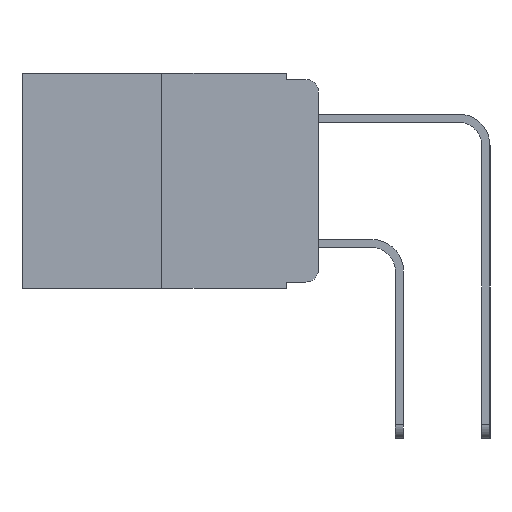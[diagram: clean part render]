
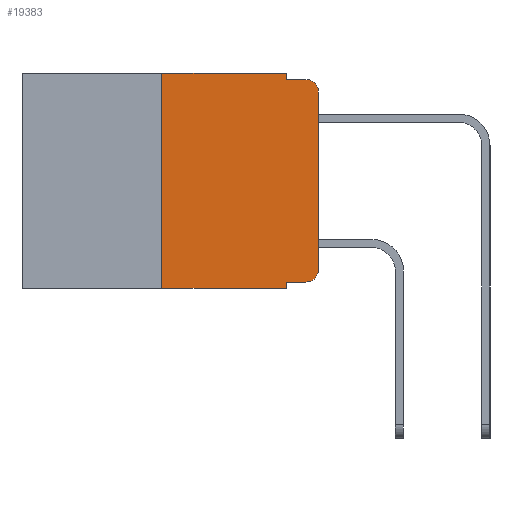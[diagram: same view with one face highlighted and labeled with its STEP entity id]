
A CAD part, left-side view. The second image highlights one B-rep face of the part: STEP entity #19383.
In plain terms, the highlighted planar face has unit normal (-1, 0, 0).
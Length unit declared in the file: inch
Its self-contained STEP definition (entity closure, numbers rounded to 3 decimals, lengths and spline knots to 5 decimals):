
#367 = VECTOR ( 'NONE', #10236, 39.37008 ) ;
#1448 = EDGE_CURVE ( 'NONE', #19255, #6345, #13941, .T. ) ;
#1800 = ORIENTED_EDGE ( 'NONE', *, *, #17067, .F. ) ;
#1926 = LINE ( 'NONE', #15413, #12692 ) ;
#2075 = CARTESIAN_POINT ( 'NONE',  ( 0., 0.02, -0.01 ) ) ;
#2243 = DIRECTION ( 'NONE',  ( -1., 0., 0. ) ) ;
#2497 = AXIS2_PLACEMENT_3D ( 'NONE', #11887, #2243, #13348 ) ;
#3359 = CARTESIAN_POINT ( 'NONE',  ( 0., 0.051, -0.01 ) ) ;
#3493 = CARTESIAN_POINT ( 'NONE',  ( 0., 0.02, -0.03 ) ) ;
#4111 = CARTESIAN_POINT ( 'NONE',  ( 0., 0.051, -0.333 ) ) ;
#4120 = CARTESIAN_POINT ( 'NONE',  ( 0., 0.25, 0. ) ) ;
#4265 = EDGE_CURVE ( 'NONE', #18802, #11263, #17456, .T. ) ;
#4565 = VERTEX_POINT ( 'NONE', #11146 ) ;
#4587 = AXIS2_PLACEMENT_3D ( 'NONE', #6463, #9693, #19954 ) ;
#4828 = LINE ( 'NONE', #4111, #19976 ) ;
#4838 = VERTEX_POINT ( 'NONE', #6073 ) ;
#4919 = VERTEX_POINT ( 'NONE', #2075 ) ;
#5120 = CARTESIAN_POINT ( 'NONE',  ( 0., 0.473, -0.343 ) ) ;
#5173 = DIRECTION ( 'NONE',  ( 0., 0., -1. ) ) ;
#5467 = ORIENTED_EDGE ( 'NONE', *, *, #4265, .F. ) ;
#5820 = EDGE_CURVE ( 'NONE', #4838, #19455, #1926, .T. ) ;
#6045 = ORIENTED_EDGE ( 'NONE', *, *, #5820, .F. ) ;
#6073 = CARTESIAN_POINT ( 'NONE',  ( 0., 0.051, -0.333 ) ) ;
#6176 = CARTESIAN_POINT ( 'NONE',  ( 0., 0., -0.313 ) ) ;
#6345 = VERTEX_POINT ( 'NONE', #7785 ) ;
#6463 = CARTESIAN_POINT ( 'NONE',  ( 0., 0.473, 0. ) ) ;
#6514 = VECTOR ( 'NONE', #9986, 39.37008 ) ;
#6736 = DIRECTION ( 'NONE',  ( 0., -1., 0. ) ) ;
#6830 = LINE ( 'NONE', #4120, #18263 ) ;
#6875 = EDGE_CURVE ( 'NONE', #11263, #15850, #16270, .T. ) ;
#7531 = ORIENTED_EDGE ( 'NONE', *, *, #10857, .T. ) ;
#7785 = CARTESIAN_POINT ( 'NONE',  ( 0., 0., -0.03 ) ) ;
#7942 = EDGE_CURVE ( 'NONE', #16099, #19255, #8018, .T. ) ;
#8018 = CIRCLE ( 'NONE', #2497, 0.02 ) ;
#8612 = EDGE_CURVE ( 'NONE', #4565, #19455, #10717, .T. ) ;
#9023 = ORIENTED_EDGE ( 'NONE', *, *, #14163, .F. ) ;
#9693 = DIRECTION ( 'NONE',  ( 1., 0., 0. ) ) ;
#9804 = ORIENTED_EDGE ( 'NONE', *, *, #13835, .T. ) ;
#9809 = CARTESIAN_POINT ( 'NONE',  ( 0., 0.473, 0. ) ) ;
#9986 = DIRECTION ( 'NONE',  ( 0., -1., 0. ) ) ;
#10236 = DIRECTION ( 'NONE',  ( 0., -1., 0. ) ) ;
#10717 = LINE ( 'NONE', #5120, #6514 ) ;
#10857 = EDGE_CURVE ( 'NONE', #4838, #16099, #4828, .T. ) ;
#11146 = CARTESIAN_POINT ( 'NONE',  ( 0., 0.25, -0.343 ) ) ;
#11263 = VERTEX_POINT ( 'NONE', #11399 ) ;
#11371 = CARTESIAN_POINT ( 'NONE',  ( 0., 0.051, -0.343 ) ) ;
#11399 = CARTESIAN_POINT ( 'NONE',  ( 0., 0.051, 0. ) ) ;
#11887 = CARTESIAN_POINT ( 'NONE',  ( 0., 0.02, -0.313 ) ) ;
#11910 = CIRCLE ( 'NONE', #13364, 0.02 ) ;
#12416 = ORIENTED_EDGE ( 'NONE', *, *, #1448, .T. ) ;
#12692 = VECTOR ( 'NONE', #15385, 39.37008 ) ;
#13058 = ORIENTED_EDGE ( 'NONE', *, *, #7942, .T. ) ;
#13348 = DIRECTION ( 'NONE',  ( 0., 0., -1. ) ) ;
#13364 = AXIS2_PLACEMENT_3D ( 'NONE', #3493, #14429, #5173 ) ;
#13835 = EDGE_CURVE ( 'NONE', #6345, #4919, #11910, .T. ) ;
#13869 = CARTESIAN_POINT ( 'NONE',  ( 0., 0.051, -0.01 ) ) ;
#13941 = LINE ( 'NONE', #19905, #17328 ) ;
#14163 = EDGE_CURVE ( 'NONE', #4565, #18802, #6830, .T. ) ;
#14282 = EDGE_LOOP ( 'NONE', ( #12416, #9804, #1800, #15751, #5467, #9023, #16213, #6045, #7531, #13058 ) ) ;
#14363 = CARTESIAN_POINT ( 'NONE',  ( 0., 0.02, -0.333 ) ) ;
#14429 = DIRECTION ( 'NONE',  ( -1., 0., 0. ) ) ;
#14629 = FACE_OUTER_BOUND ( 'NONE', #14282, .T. ) ;
#14919 = VECTOR ( 'NONE', #6736, 39.37008 ) ;
#14967 = DIRECTION ( 'NONE',  ( 0., -1., 0. ) ) ;
#14970 = DIRECTION ( 'NONE',  ( 0., 0., 1. ) ) ;
#15385 = DIRECTION ( 'NONE',  ( 0., 0., -1. ) ) ;
#15413 = CARTESIAN_POINT ( 'NONE',  ( 0., 0.051, 0. ) ) ;
#15576 = PLANE ( 'NONE',  #4587 ) ;
#15751 = ORIENTED_EDGE ( 'NONE', *, *, #6875, .F. ) ;
#15850 = VERTEX_POINT ( 'NONE', #13869 ) ;
#16099 = VERTEX_POINT ( 'NONE', #14363 ) ;
#16213 = ORIENTED_EDGE ( 'NONE', *, *, #8612, .T. ) ;
#16270 = LINE ( 'NONE', #16543, #19672 ) ;
#16543 = CARTESIAN_POINT ( 'NONE',  ( 0., 0.051, 0. ) ) ;
#17067 = EDGE_CURVE ( 'NONE', #15850, #4919, #18775, .T. ) ;
#17328 = VECTOR ( 'NONE', #20021, 39.37008 ) ;
#17456 = LINE ( 'NONE', #9809, #367 ) ;
#17929 = DIRECTION ( 'NONE',  ( 0., 0., -1. ) ) ;
#18263 = VECTOR ( 'NONE', #14970, 39.37008 ) ;
#18775 = LINE ( 'NONE', #3359, #14919 ) ;
#18802 = VERTEX_POINT ( 'NONE', #18812 ) ;
#18812 = CARTESIAN_POINT ( 'NONE',  ( 0., 0.25, 0. ) ) ;
#19255 = VERTEX_POINT ( 'NONE', #6176 ) ;
#19383 = ADVANCED_FACE ( 'NONE', ( #14629 ), #15576, .F. ) ;
#19455 = VERTEX_POINT ( 'NONE', #11371 ) ;
#19672 = VECTOR ( 'NONE', #17929, 39.37008 ) ;
#19905 = CARTESIAN_POINT ( 'NONE',  ( 0., 0., 0. ) ) ;
#19954 = DIRECTION ( 'NONE',  ( 0., 0., -1. ) ) ;
#19976 = VECTOR ( 'NONE', #14967, 39.37008 ) ;
#20021 = DIRECTION ( 'NONE',  ( 0., 0., 1. ) ) ;
